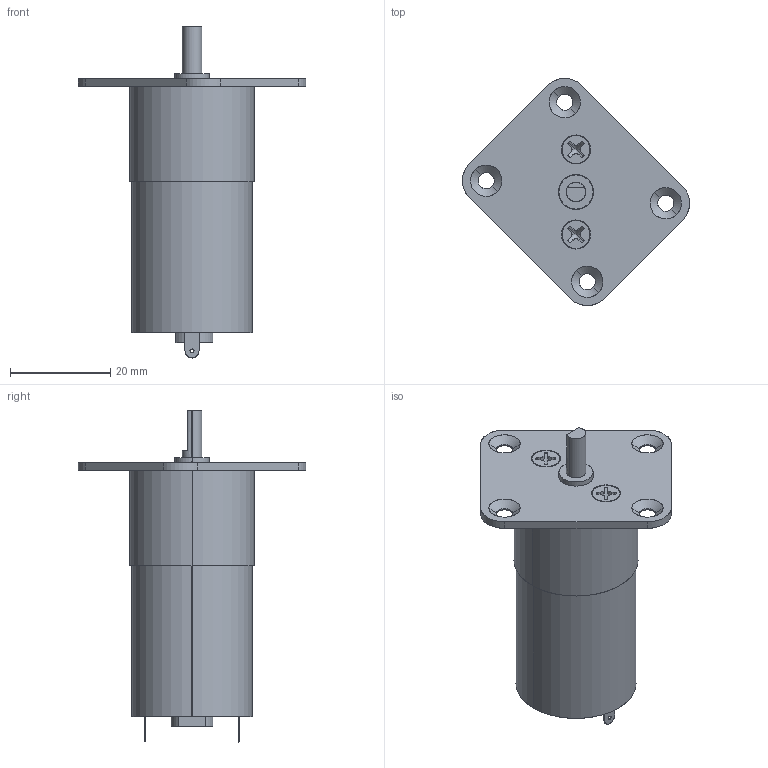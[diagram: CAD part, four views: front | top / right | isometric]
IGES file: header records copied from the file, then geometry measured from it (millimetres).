
Start section: SolidWorks IGES FILE using analytic representation for surfaces
Global section: file name: 1000rpm beetlemotor assembly.IGS; native system: SolidWorks 2001Plus by SolidWorks Corporation; preprocessor: Version 5.3; author: thesmith; date: 100829.200101; units: millimetre
Bounding box: 45.45 x 45.45 x 66.39 mm (x, y, z)
Surface area: 7840.9 mm2 (no closed solid volume)
Topology: 0 solids, 0 shells, 269 faces, 3416 edges, 3412 vertices
Faces by surface type: revolution 208, bspline 61
